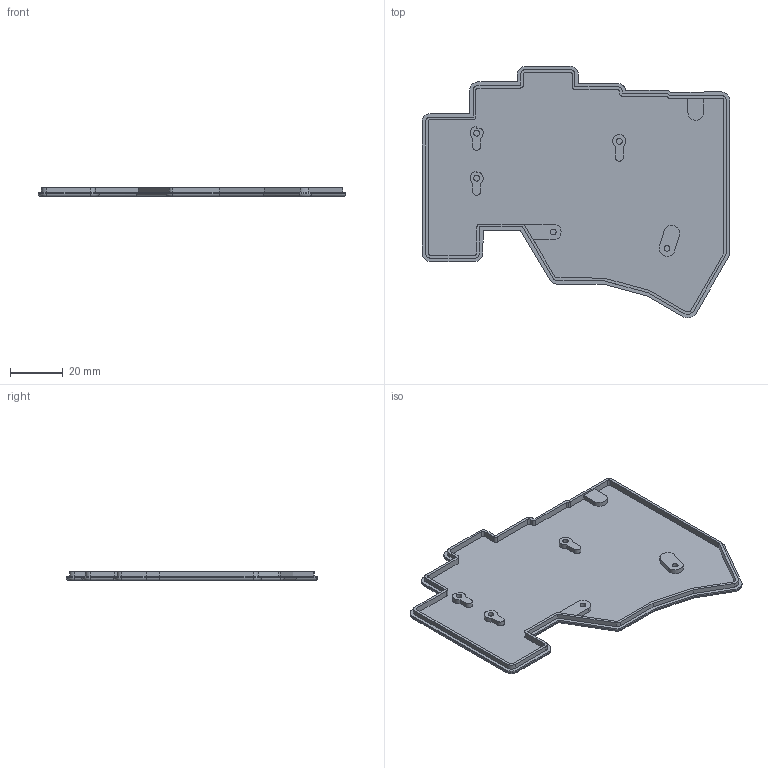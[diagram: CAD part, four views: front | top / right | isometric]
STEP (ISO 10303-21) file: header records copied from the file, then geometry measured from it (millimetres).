
FILE_DESCRIPTION(/* description */ (''),/* implementation_level */ '2;1');
FILE_NAME(/* name */ 'bottom.step',/* time_stamp */ '2022-01-10T23:54:56+03:00',/* author */ (''),/* organization */ (''),/* preprocessor_version */ 'ST-DEVELOPER v18.1',/* originating_system */ 'Autodesk Translation Framework v10.10.0.1391',/* authorisation */ '');
FILE_SCHEMA (('AUTOMOTIVE_DESIGN { 1 0 10303 214 3 1 1 }'));
Length unit declared in the file: millimetre
Products named in the file (3): Chocofi2; case; bottom
Assembly tree (2 placements, depth 3):
  Chocofi2
    case
      bottom
Bounding box: 116.45 x 95.18 x 3.4 mm (x, y, z)
Volume: 9898.8 mm3; surface area: 18994 mm2
Topology: 1 solids, 1 shells, 213 faces, 563 edges, 363 vertices
Faces by surface type: plane 111, cylinder 89, torus 13
Full cylindrical faces by diameter (mm): 2.2 x5
Entity records: 6831 total; most frequent: CARTESIAN_POINT 1347, DIRECTION 1162, ORIENTED_EDGE 1126, EDGE_CURVE 563, AXIS2_PLACEMENT_3D 390, LINE 382, VECTOR 382, VERTEX_POINT 363
